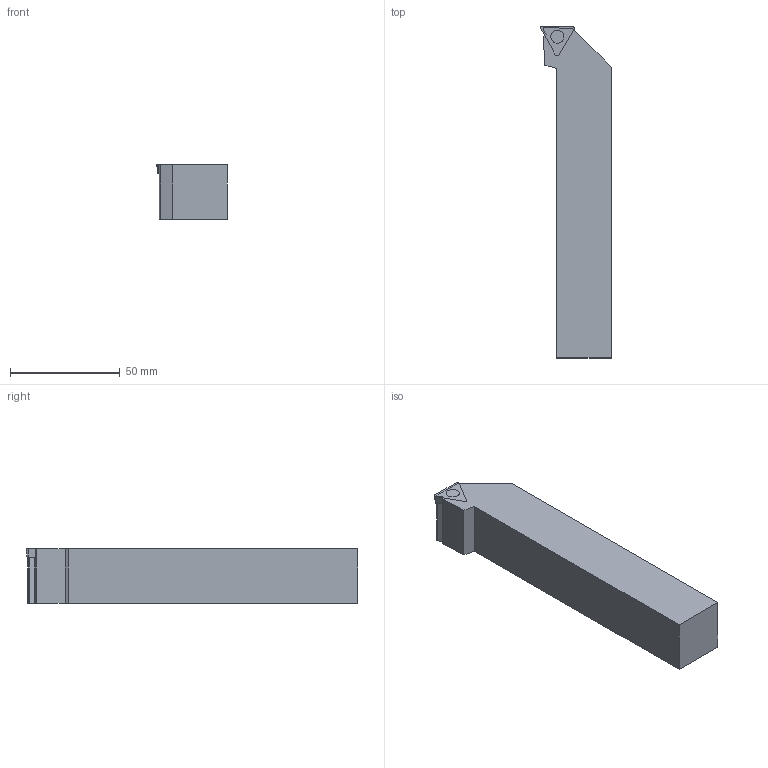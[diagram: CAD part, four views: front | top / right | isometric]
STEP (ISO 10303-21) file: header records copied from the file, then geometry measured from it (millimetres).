
FILE_DESCRIPTION(/* description */ (''),/* implementation_level */ '2;1');
FILE_NAME(/* name */ 'STFCR2525M16MA_SIM.stp',/* time_stamp */ '2021-08-26T09:43:53+02:00',/* author */ (''),/* organization */ (''),/* preprocessor_version */ 'ST-DEVELOPER v16.7',/* originating_system */ 'SIEMENS PLM Software NX 12.0',/* authorisation */ '');
FILE_SCHEMA (('AUTOMOTIVE_DESIGN { 1 0 10303 214 3 1 1 1 }'));
Length unit declared in the file: millimetre
Products named in the file (1): krab962C9A89fmjr
Bounding box: 32.23 x 151.28 x 25.05 mm (x, y, z)
Volume: 92640 mm3; surface area: 16581.4 mm2
Topology: 2 solids, 2 shells, 24 faces, 59 edges, 39 vertices
Faces by surface type: plane 16, cylinder 4, bspline 3, torus 1
Full cylindrical faces by diameter (mm): 4.4 x1, 6 x1
Entity records: 1116 total; most frequent: CARTESIAN_POINT 385, ORIENTED_EDGE 110, DIRECTION 95, EDGE_CURVE 55, VERTEX_POINT 38, LINE 35, VECTOR 35, AXIS2_PLACEMENT_3D 30
